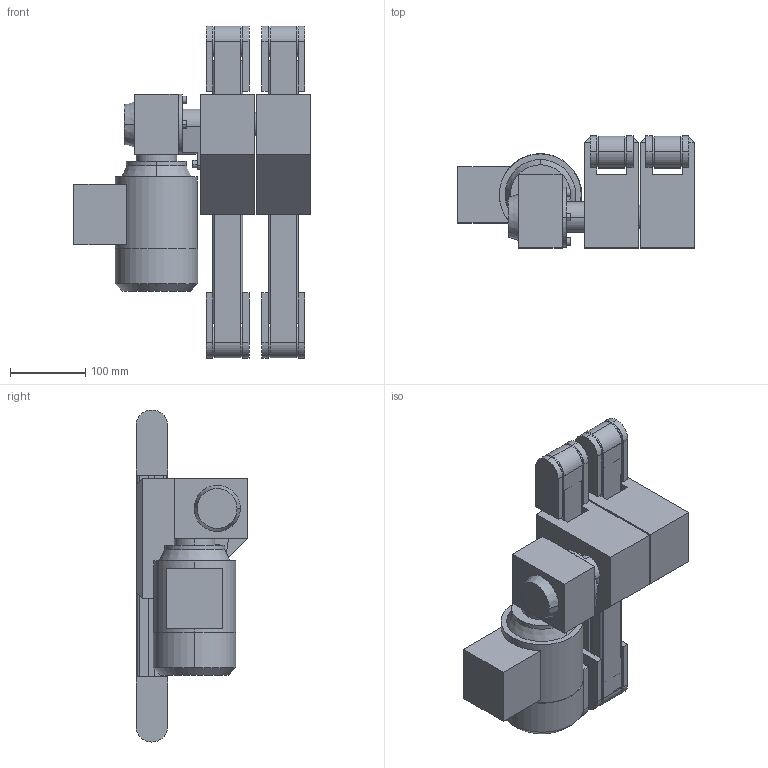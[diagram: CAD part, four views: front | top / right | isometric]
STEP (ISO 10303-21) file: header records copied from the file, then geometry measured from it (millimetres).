
FILE_DESCRIPTION(('STEP AP214'),'1');
FILE_NAME('c-040-20-400-pvc-m1-a1-r_74_70_0_2.stp','2017-09-18T07:47:01',('TraceParts'),('TraceParts S.A.'),'Spatial InterOp 3D',' ',' ');
FILE_SCHEMA(('automotive_design'));
Length unit declared in the file: millimetre
Products named in the file (1): c-040-20-400-pvc-m1-a1-r_74_70_0_2
Bounding box: 315 x 149.1 x 442.2 mm (x, y, z)
Volume: 6118736.9 mm3; surface area: 567121.3 mm2
Topology: 1 solids, 1 shells, 267 faces, 823 edges, 545 vertices
Faces by surface type: plane 187, cylinder 66, torus 8, cone 6
Entity records: 11346 total; most frequent: ORIENTED_EDGE 1646, CARTESIAN_POINT 1636, DIRECTION 1576, EDGE_CURVE 823, LINE 606, VECTOR 606, VERTEX_POINT 545, AXIS2_PLACEMENT_3D 485
